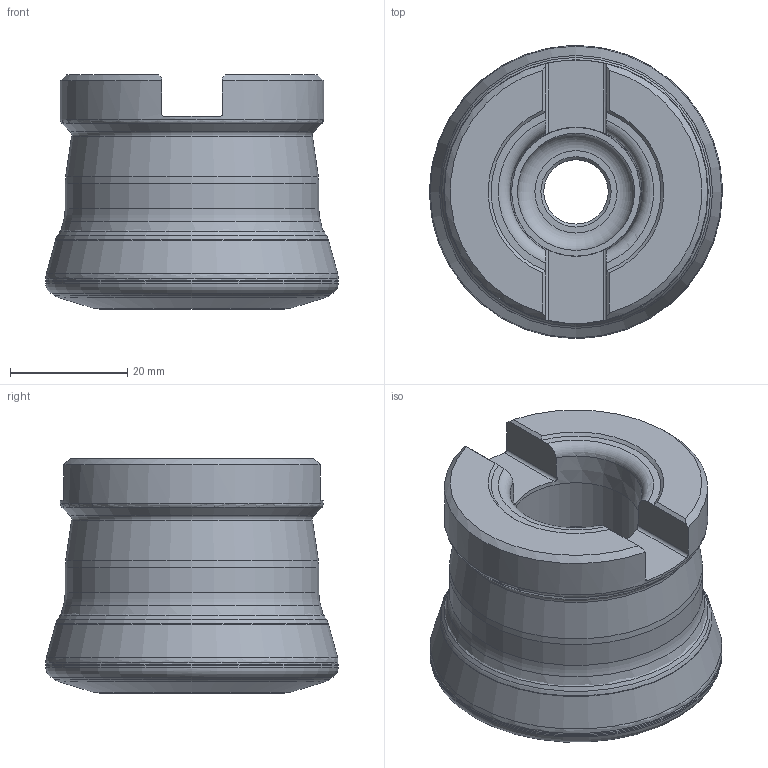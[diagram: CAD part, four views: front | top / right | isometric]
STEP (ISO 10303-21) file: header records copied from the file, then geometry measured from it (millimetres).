
FILE_DESCRIPTION(/* description */ (''),/* implementation_level */ '2;1');
FILE_NAME(/* name */ 'xmr03-050-a22-sn12-05c.stp',/* time_stamp */ '2023-05-06T16:44:18+08:00',/* author */ (''),/* organization */ (''),/* preprocessor_version */ 'ST-DEVELOPER v16.7',/* originating_system */ 'SIEMENS PLM Software NX 12.0',/* authorisation */ '');
FILE_SCHEMA (('AUTOMOTIVE_DESIGN { 1 0 10303 214 3 1 1 1 }'));
Length unit declared in the file: millimetre
Products named in the file (1): luol2A7C63C37rq4
Bounding box: 50.01 x 50.01 x 40.01 mm (x, y, z)
Volume: 62228.6 mm3; surface area: 15748.9 mm2
Topology: 2 solids, 2 shells, 95 faces, 222 edges, 133 vertices
Faces by surface type: revolution 30, plane 20, cone 19, torus 15, cylinder 11
Full cylindrical faces by diameter (mm): 11 x1, 18 x1, 22 x1, 24 x1, 43.338 x1, 45 x1, 49 x1
Entity records: 2632 total; most frequent: CARTESIAN_POINT 819, DIRECTION 350, ORIENTED_EDGE 276, EDGE_LOOP 166, AXIS2_PLACEMENT_3D 148, FACE_BOUND 142, EDGE_CURVE 138, VERTEX_POINT 114
